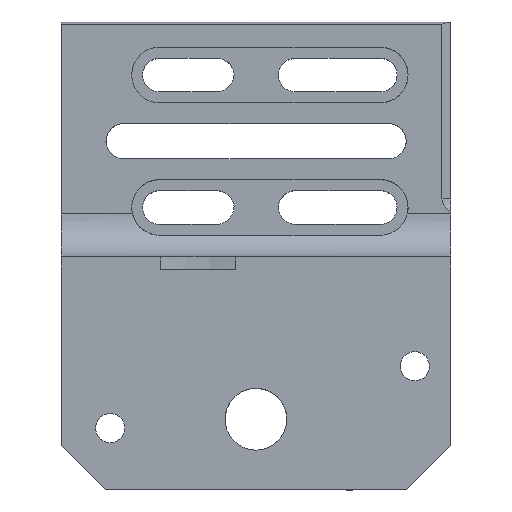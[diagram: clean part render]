
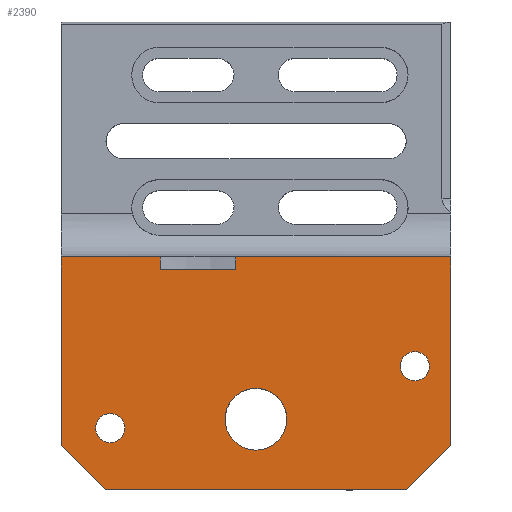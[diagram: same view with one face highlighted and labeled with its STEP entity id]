
A CAD part, top view. The second image highlights one B-rep face of the part: STEP entity #2390.
In plain terms, the highlighted planar face has unit normal (0, 0, 1).
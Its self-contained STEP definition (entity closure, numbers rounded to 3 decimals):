
#97=FACE_BOUND('',#363,.T.);
#98=FACE_BOUND('',#364,.T.);
#99=FACE_BOUND('',#365,.T.);
#151=CIRCLE('',#2582,1.65);
#152=CIRCLE('',#2583,1.65);
#153=CIRCLE('',#2584,3.5);
#225=FACE_OUTER_BOUND('',#362,.T.);
#362=EDGE_LOOP('',(#1918,#1919,#1920,#1921,#1922,#1923,#1924,#1925,#1926,
#1927,#1928));
#363=EDGE_LOOP('',(#1929));
#364=EDGE_LOOP('',(#1930));
#365=EDGE_LOOP('',(#1931));
#515=LINE('',#3840,#785);
#526=LINE('',#3870,#796);
#559=LINE('',#3952,#829);
#562=LINE('',#3958,#832);
#566=LINE('',#3967,#836);
#567=LINE('',#3969,#837);
#568=LINE('',#3971,#838);
#569=LINE('',#3972,#839);
#570=LINE('',#3974,#840);
#571=LINE('',#3976,#841);
#572=LINE('',#3977,#842);
#785=VECTOR('',#2933,10.);
#796=VECTOR('',#2954,10.);
#829=VECTOR('',#3013,10.);
#832=VECTOR('',#3018,10.);
#836=VECTOR('',#3026,1000.);
#837=VECTOR('',#3027,1000.);
#838=VECTOR('',#3028,1000.);
#839=VECTOR('',#3029,1000.);
#840=VECTOR('',#3030,10.);
#841=VECTOR('',#3031,1000.);
#842=VECTOR('',#3032,1000.);
#1068=VERTEX_POINT('',#3837);
#1069=VERTEX_POINT('',#3839);
#1076=VERTEX_POINT('',#3868);
#1077=VERTEX_POINT('',#3869);
#1102=VERTEX_POINT('',#3950);
#1104=VERTEX_POINT('',#3956);
#1107=VERTEX_POINT('',#3966);
#1108=VERTEX_POINT('',#3968);
#1109=VERTEX_POINT('',#3970);
#1110=VERTEX_POINT('',#3973);
#1111=VERTEX_POINT('',#3975);
#1112=VERTEX_POINT('',#3978);
#1113=VERTEX_POINT('',#3980);
#1114=VERTEX_POINT('',#3982);
#1344=EDGE_CURVE('',#1068,#1069,#515,.T.);
#1356=EDGE_CURVE('',#1076,#1077,#526,.T.);
#1395=EDGE_CURVE('',#1102,#1076,#559,.T.);
#1398=EDGE_CURVE('',#1102,#1104,#562,.T.);
#1402=EDGE_CURVE('',#1104,#1107,#566,.T.);
#1403=EDGE_CURVE('',#1107,#1108,#567,.T.);
#1404=EDGE_CURVE('',#1108,#1109,#568,.F.);
#1405=EDGE_CURVE('',#1069,#1109,#569,.T.);
#1406=EDGE_CURVE('',#1110,#1068,#570,.T.);
#1407=EDGE_CURVE('',#1110,#1111,#571,.T.);
#1408=EDGE_CURVE('',#1111,#1077,#572,.T.);
#1409=EDGE_CURVE('',#1112,#1112,#151,.T.);
#1410=EDGE_CURVE('',#1113,#1113,#152,.T.);
#1411=EDGE_CURVE('',#1114,#1114,#153,.T.);
#1918=ORIENTED_EDGE('',*,*,#1395,.F.);
#1919=ORIENTED_EDGE('',*,*,#1398,.T.);
#1920=ORIENTED_EDGE('',*,*,#1402,.T.);
#1921=ORIENTED_EDGE('',*,*,#1403,.T.);
#1922=ORIENTED_EDGE('',*,*,#1404,.T.);
#1923=ORIENTED_EDGE('',*,*,#1405,.F.);
#1924=ORIENTED_EDGE('',*,*,#1344,.F.);
#1925=ORIENTED_EDGE('',*,*,#1406,.F.);
#1926=ORIENTED_EDGE('',*,*,#1407,.T.);
#1927=ORIENTED_EDGE('',*,*,#1408,.T.);
#1928=ORIENTED_EDGE('',*,*,#1356,.F.);
#1929=ORIENTED_EDGE('',*,*,#1409,.F.);
#1930=ORIENTED_EDGE('',*,*,#1410,.F.);
#1931=ORIENTED_EDGE('',*,*,#1411,.F.);
#2281=PLANE('',#2581);
#2390=ADVANCED_FACE('',(#225,#97,#98,#99),#2281,.T.);
#2581=AXIS2_PLACEMENT_3D('',#3965,#3024,#3025);
#2582=AXIS2_PLACEMENT_3D('',#3979,#3033,#3034);
#2583=AXIS2_PLACEMENT_3D('',#3981,#3035,#3036);
#2584=AXIS2_PLACEMENT_3D('',#3983,#3037,#3038);
#2933=DIRECTION('',(1.,0.,0.));
#2954=DIRECTION('',(1.,0.,0.));
#3013=DIRECTION('',(0.,1.,0.));
#3018=DIRECTION('',(-1.,0.,0.));
#3024=DIRECTION('center_axis',(0.,0.,
1.));
#3025=DIRECTION('ref_axis',(1.,0.,0.));
#3026=DIRECTION('',(0.707,-0.707,0.));
#3027=DIRECTION('',(1.,0.,0.));
#3028=DIRECTION('',(-0.707,-0.707,0.));
#3029=DIRECTION('',(0.,-1.,0.));
#3030=DIRECTION('',(0.,1.,0.));
#3031=DIRECTION('',(-1.,0.,0.));
#3032=DIRECTION('',(0.,1.,0.));
#3033=DIRECTION('center_axis',(0.,0.,
1.));
#3034=DIRECTION('ref_axis',(1.,0.,0.));
#3035=DIRECTION('center_axis',(0.,0.,
1.));
#3036=DIRECTION('ref_axis',(1.,0.,0.));
#3037=DIRECTION('center_axis',(0.,0.,
1.));
#3038=DIRECTION('ref_axis',(1.,0.,0.));
#3837=CARTESIAN_POINT('',(-2.294,-13.122,17.969));
#3839=CARTESIAN_POINT('',(22.03,-13.122,17.969));
#3840=CARTESIAN_POINT('',(-0.02,-13.122,17.969));
#3868=CARTESIAN_POINT('',(-22.05,-13.122,17.969));
#3869=CARTESIAN_POINT('',(-10.839,-13.122,17.969));
#3870=CARTESIAN_POINT('',(-0.02,-13.122,17.969));
#3950=CARTESIAN_POINT('',(-22.05,-34.5,17.969));
#3952=CARTESIAN_POINT('',(-22.05,-6.5,17.969));
#3956=CARTESIAN_POINT('',(-22.07,-34.5,17.969));
#3958=CARTESIAN_POINT('',(-11.045,-34.5,17.969));
#3965=CARTESIAN_POINT('Origin',(-0.02,-13.,17.969));
#3966=CARTESIAN_POINT('',(-17.07,-39.5,17.969));
#3967=CARTESIAN_POINT('',(-21.795,-34.775,17.969));
#3968=CARTESIAN_POINT('',(17.03,-39.5,17.969));
#3969=CARTESIAN_POINT('',(-0.02,-39.5,17.969));
#3970=CARTESIAN_POINT('',(22.03,-34.5,17.969));
#3971=CARTESIAN_POINT('',(21.755,-34.775,17.969));
#3972=CARTESIAN_POINT('',(22.03,-25.962,17.969));
#3973=CARTESIAN_POINT('',(-2.294,-14.5,17.969));
#3974=CARTESIAN_POINT('',(-2.294,-13.5,17.969));
#3975=CARTESIAN_POINT('',(-10.839,-14.5,17.969));
#3976=CARTESIAN_POINT('',(-6.567,-14.5,17.969));
#3977=CARTESIAN_POINT('',(-10.839,-14.5,17.969));
#3978=CARTESIAN_POINT('',(16.33,-25.5,17.969));
#3979=CARTESIAN_POINT('Origin',(17.98,-25.5,17.969));
#3980=CARTESIAN_POINT('',(-18.17,-32.5,17.969));
#3981=CARTESIAN_POINT('Origin',(-16.52,-32.5,17.969));
#3982=CARTESIAN_POINT('',(-3.52,-31.5,17.969));
#3983=CARTESIAN_POINT('Origin',(-0.02,-31.5,17.969));
